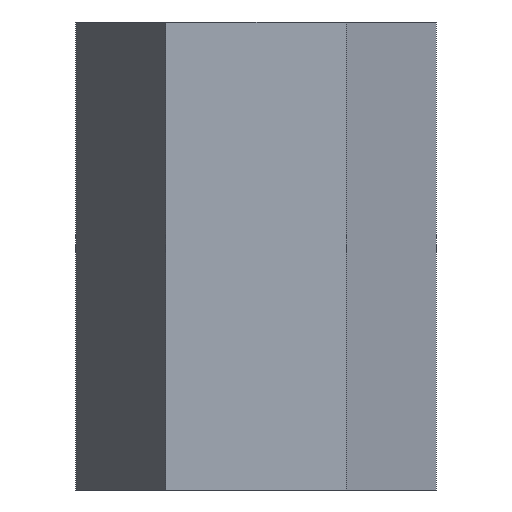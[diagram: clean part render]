
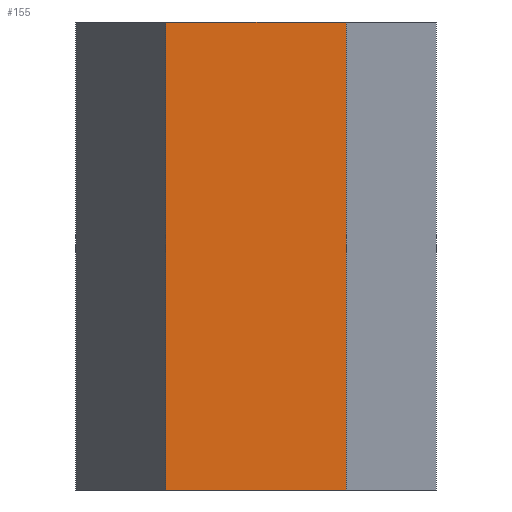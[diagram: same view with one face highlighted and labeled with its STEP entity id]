
A CAD part, left-side view. The second image highlights one B-rep face of the part: STEP entity #155.
In plain terms, the highlighted planar face has unit normal (-1, 0, 0).
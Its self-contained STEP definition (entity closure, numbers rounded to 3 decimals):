
#155=ADVANCED_FACE('',(#7749),#7751,.T.);
#7749=FACE_BOUND('',#7750,.T.);
#7750=EDGE_LOOP('',(#8957,#8958,#8959,#8960));
#7751=PLANE('',#7752);
#7752=AXIS2_PLACEMENT_3D('',#7753,#7754,#7755);
#7753=CARTESIAN_POINT('',(-4.,2.309,0.));
#7754=DIRECTION('',(-1.,0.,0.));
#7755=DIRECTION('',(0.,-1.,0.));
#8957=ORIENTED_EDGE('',*,*,#9082,.T.);
#8958=ORIENTED_EDGE('',*,*,#9092,.T.);
#8959=ORIENTED_EDGE('',*,*,#9079,.F.);
#8960=ORIENTED_EDGE('',*,*,#9091,.F.);
#9079=EDGE_CURVE('',#9203,#9205,#9206,.T.);
#9082=EDGE_CURVE('',#9211,#9208,#9212,.T.);
#9091=EDGE_CURVE('',#9211,#9203,#9224,.T.);
#9092=EDGE_CURVE('',#9208,#9205,#9225,.T.);
#9203=VERTEX_POINT('',#11964);
#9205=VERTEX_POINT('',#11968);
#9206=LINE('',#11969,#11970);
#9208=VERTEX_POINT('',#11975);
#9211=VERTEX_POINT('',#11980);
#9212=LINE('',#11981,#11982);
#9224=LINE('',#12011,#12012);
#9225=LINE('',#12014,#12015);
#11964=CARTESIAN_POINT('',(-4.,2.309,12.));
#11968=CARTESIAN_POINT('',(-4.,-2.309,12.));
#11969=CARTESIAN_POINT('',(-4.,2.309,12.));
#11970=VECTOR('',#11971,1.);
#11971=DIRECTION('',(0.,-1.,0.));
#11975=CARTESIAN_POINT('',(-4.,-2.309,0.));
#11980=CARTESIAN_POINT('',(-4.,2.309,0.));
#11981=CARTESIAN_POINT('',(-4.,2.309,0.));
#11982=VECTOR('',#11983,1.);
#11983=DIRECTION('',(0.,-1.,0.));
#12011=CARTESIAN_POINT('',(-4.,2.309,0.));
#12012=VECTOR('',#12013,1.);
#12013=DIRECTION('',(0.,0.,1.));
#12014=CARTESIAN_POINT('',(-4.,-2.309,0.));
#12015=VECTOR('',#12016,1.);
#12016=DIRECTION('',(0.,0.,1.));
